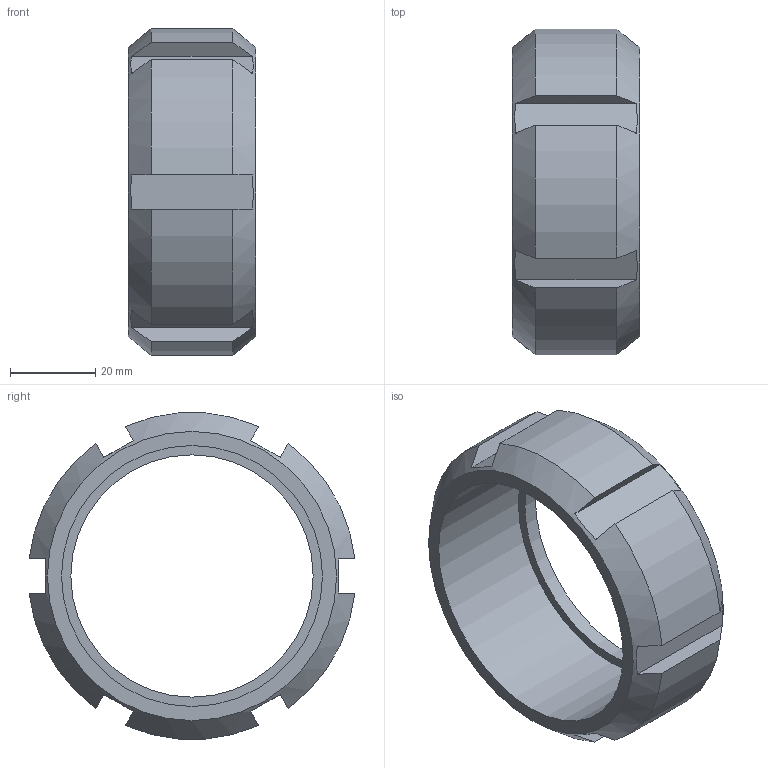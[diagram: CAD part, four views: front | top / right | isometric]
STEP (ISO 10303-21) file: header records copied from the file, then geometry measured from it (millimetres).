
FILE_DESCRIPTION((''),'2;1');
FILE_NAME('15443200X.stp','2010-08-10T10:00:22',('thilbrands'),(''),'Autodesk Inventor 2008','Autodesk Inventor 2008','');
FILE_SCHEMA(('AUTOMOTIVE_DESIGN { 1 0 10303 214 1 1 1 1 }'));
Length unit declared in the file: millimetre
Products named in the file (1): 154431001
Bounding box: 30 x 76.58 x 76.73 mm (x, y, z)
Volume: 42250.7 mm3; surface area: 16688.8 mm2
Topology: 1 solids, 1 shells, 31 faces, 84 edges, 56 vertices
Faces by surface type: plane 21, cylinder 8, cone 2
Full cylindrical faces by diameter (mm): 57 x1, 61.37 x1
Entity records: 932 total; most frequent: CARTESIAN_POINT 236, ORIENTED_EDGE 156, DIRECTION 124, EDGE_CURVE 78, VERTEX_POINT 54, AXIS2_PLACEMENT_3D 50, EDGE_LOOP 38, FACE_OUTER_BOUND 31
